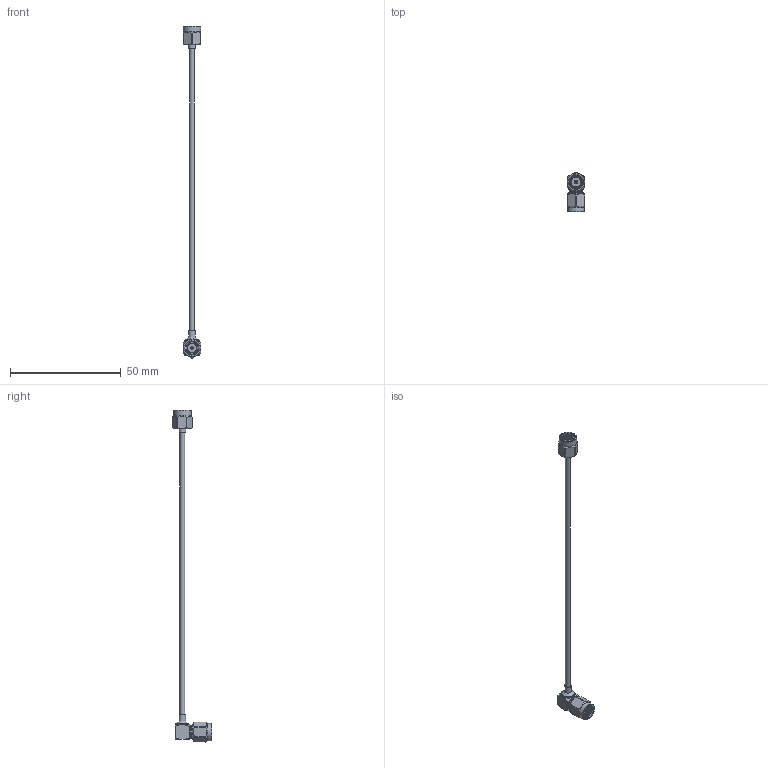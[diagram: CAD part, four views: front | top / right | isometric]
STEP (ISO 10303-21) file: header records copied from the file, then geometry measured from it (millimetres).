
FILE_DESCRIPTION (( 'STEP AP203' ), '1' );
FILE_NAME ('PE34199LF_3D.step', '2021-01-22T23:46:26', ( '' ), ( '' ), 'SwSTEP 2.0', 'SolidWorks 2018', '' );
FILE_SCHEMA (( 'CONFIG_CONTROL_DESIGN' ));
Length unit declared in the file: inch
Products named in the file (4): PE4025^PE34199LF; PE34199LF_3D; PE-SR405AL^PE34199LF_PE-SR405AL; PE4005^PE34199LF
Assembly tree (3 placements, depth 2):
  PE34199LF_3D
    PE-SR405AL^PE34199LF_PE-SR405AL
    PE4005^PE34199LF
    PE4025^PE34199LF
Bounding box: 8 x 17.71 x 149.69 mm (x, y, z)
Volume: 1528 mm3; surface area: 2177.6 mm2
Topology: 3 solids, 3 shells, 112 faces, 270 edges, 178 vertices
Faces by surface type: cylinder 38, plane 36, cone 28, bspline 7, torus 3
Full cylindrical faces by diameter (mm): 0.94 x2, 1.194 x1, 1.448 x1, 2.184 x1, 2.286 x1, 2.3 x1, 2.994 x1, 2.997 x1, 4.445 x1, 4.572 x1, 5.788 x1, 5.793 x1, 6.35 x7, 6.542 x1, 6.623 x1, 7.762 x1, 7.812 x1
Entity records: 6429 total; most frequent: CARTESIAN_POINT 3866, ORIENTED_EDGE 428, DIRECTION 418, EDGE_CURVE 214, AXIS2_PLACEMENT_3D 193, VERTEX_POINT 163, EDGE_LOOP 153, FACE_OUTER_BOUND 128
